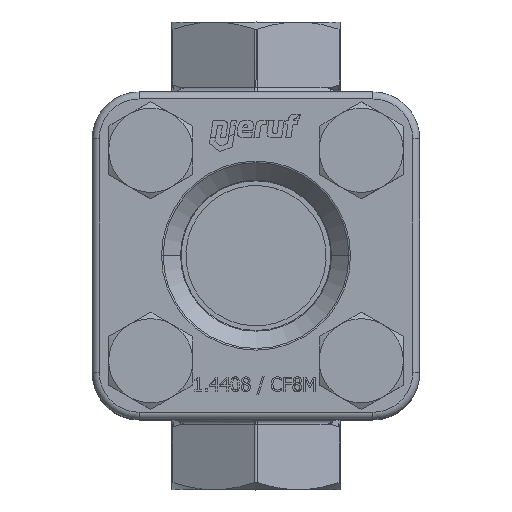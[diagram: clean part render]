
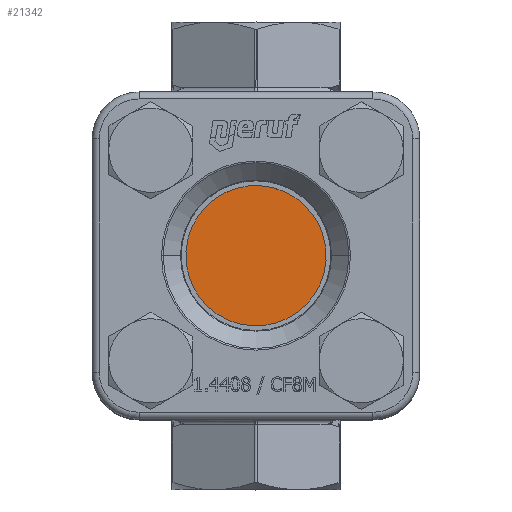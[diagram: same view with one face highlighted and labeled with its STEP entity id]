
A CAD part, top view. The second image highlights one B-rep face of the part: STEP entity #21342.
In plain terms, the highlighted planar face has unit normal (0, 0, 1).
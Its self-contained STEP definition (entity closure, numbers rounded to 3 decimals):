
#2503 = VERTEX_POINT ( 'NONE', #28143 ) ;
#2669 = AXIS2_PLACEMENT_3D ( 'NONE', #10987, #37018, #16351 ) ;
#4544 = ORIENTED_EDGE ( 'NONE', *, *, #80842, .T. ) ;
#5405 = DIRECTION ( 'NONE',  ( 0., 0., 1. ) ) ;
#10987 = CARTESIAN_POINT ( 'NONE',  ( 0., 0., 33.5 ) ) ;
#16351 = DIRECTION ( 'NONE',  ( 1., 0., 0. ) ) ;
#17086 = CARTESIAN_POINT ( 'NONE',  ( 0., 0., 33.5 ) ) ;
#21342 = ADVANCED_FACE ( 'NONE', ( #72882 ), #71963, .T. ) ;
#21588 = CIRCLE ( 'NONE', #67365, 22.55 ) ;
#28143 = CARTESIAN_POINT ( 'NONE',  ( -22.55, 0., 33.5 ) ) ;
#28326 = AXIS2_PLACEMENT_3D ( 'NONE', #51952, #57748, #65787 ) ;
#30459 = CARTESIAN_POINT ( 'NONE',  ( 22.55, 0., 33.5 ) ) ;
#32722 = DIRECTION ( 'NONE',  ( 1., 0., 0. ) ) ;
#37018 = DIRECTION ( 'NONE',  ( 0., 0., 1. ) ) ;
#48054 = VERTEX_POINT ( 'NONE', #30459 ) ;
#49676 = EDGE_LOOP ( 'NONE', ( #50235, #4544 ) ) ;
#50235 = ORIENTED_EDGE ( 'NONE', *, *, #77987, .T. ) ;
#51952 = CARTESIAN_POINT ( 'NONE',  ( 0., 0., 33.5 ) ) ;
#55713 = CIRCLE ( 'NONE', #28326, 22.55 ) ;
#57748 = DIRECTION ( 'NONE',  ( 0., 0., 1. ) ) ;
#65787 = DIRECTION ( 'NONE',  ( 1., 0., 0. ) ) ;
#67365 = AXIS2_PLACEMENT_3D ( 'NONE', #17086, #5405, #32722 ) ;
#71963 = PLANE ( 'NONE',  #2669 ) ;
#72882 = FACE_OUTER_BOUND ( 'NONE', #49676, .T. ) ;
#77987 = EDGE_CURVE ( 'NONE', #2503, #48054, #55713, .T. ) ;
#80842 = EDGE_CURVE ( 'NONE', #48054, #2503, #21588, .T. ) ;
